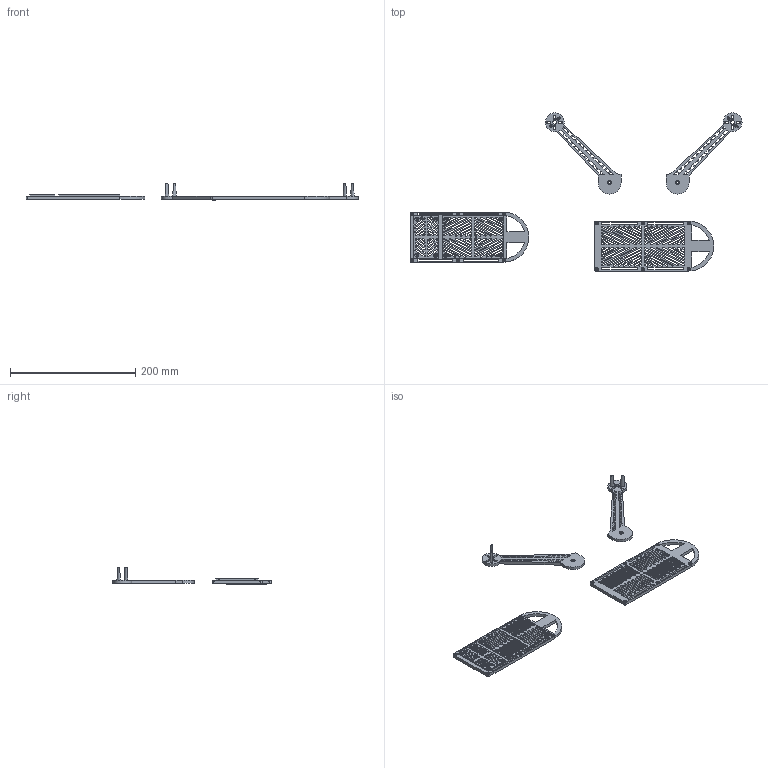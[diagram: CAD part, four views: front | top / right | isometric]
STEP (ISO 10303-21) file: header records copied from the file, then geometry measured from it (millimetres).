
FILE_DESCRIPTION(/* description */ ('STEP AP242','CAx-IF Rec.Pracs.---Representation and Presentation of Product Manufacturing Information (PMI)---4.0---2014-10-13','CAx-IF Rec.Pracs.---3D Tessellated Geometry---0.4---2014-09-14','2;1'),/* implementation_level */ '2;1');
FILE_NAME(/* name */ '656b1dc6f305150149ac11b1',/* time_stamp */ '2023-12-02T12:06:32Z',/* author */ (''),/* organization */ (''),/* preprocessor_version */ 'ST-DEVELOPER v19.4',/* originating_system */ ' ',/* authorisation */ ' ');
FILE_SCHEMA (('AP242_MANAGED_MODEL_BASED_3D_ENGINEERING_MIM_LF { 1 0 10303 442 1 1 4 }'));
Length unit declared in the file: metre
Products named in the file (8): id2; id5; id8; id11; id14; id17; upper model base; down model base
Bounding box: 530.15 x 252.45 x 27 mm (x, y, z)
Volume: 129954.9 mm3; surface area: 114825.9 mm2
Topology: 4 solids, 8 shells, 1191 faces, 3389 edges, 2260 vertices
Faces by surface type: plane 701, cylinder 351, bspline 115, cone 24
Full cylindrical faces by diameter (mm): 2.8 x22, 5.5 x12, 6 x2, 6.5 x10
Entity records: 39632 total; most frequent: CARTESIAN_POINT 8229, ORIENTED_EDGE 6540, DIRECTION 5924, EDGE_CURVE 3274, LINE 2336, VECTOR 2336, VERTEX_POINT 2237, AXIS2_PLACEMENT_3D 1794
